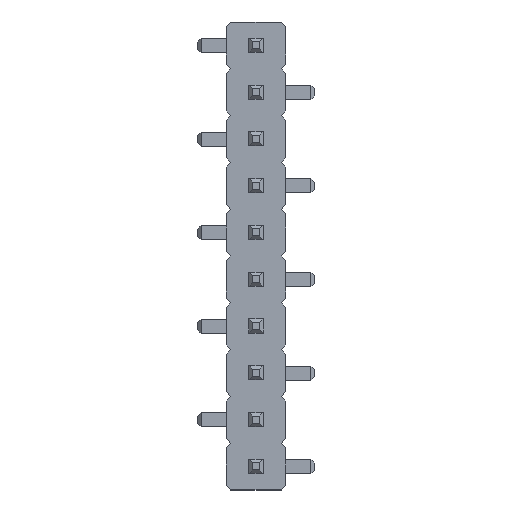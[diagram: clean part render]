
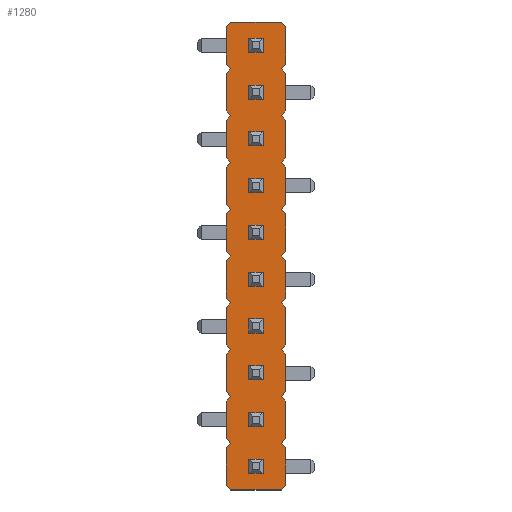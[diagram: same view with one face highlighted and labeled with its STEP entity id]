
A CAD part, top view. The second image highlights one B-rep face of the part: STEP entity #1280.
In plain terms, the highlighted planar face has unit normal (0, 0, 1).
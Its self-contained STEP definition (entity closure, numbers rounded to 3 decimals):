
#13=DIRECTION('',(0.,0.,1.));
#24=VERTEX_POINT('',#25);
#25=CARTESIAN_POINT('',(-0.535,5.,2.));
#28=ORIENTED_EDGE('',*,*,#29,.T.);
#29=EDGE_CURVE('',#24,#30,#32,.T.);
#30=VERTEX_POINT('',#31);
#31=CARTESIAN_POINT('',(-0.635,4.9,2.));
#32=LINE('',#25,#33);
#33=VECTOR('',#34,1.);
#34=DIRECTION('',(-0.707,-0.707,0.));
#45=DIRECTION('',(0.707,-0.707,0.));
#50=ORIENTED_EDGE('',*,*,#51,.T.);
#51=EDGE_CURVE('',#30,#52,#54,.T.);
#52=VERTEX_POINT('',#53);
#53=CARTESIAN_POINT('',(-0.635,4.1,2.));
#54=LINE('',#31,#55);
#55=VECTOR('',#56,1.);
#56=DIRECTION('',(0.,-1.,0.));
#67=DIRECTION('',(1.,0.,0.));
#72=ORIENTED_EDGE('',*,*,#73,.T.);
#73=EDGE_CURVE('',#52,#74,#76,.T.);
#74=VERTEX_POINT('',#75);
#75=CARTESIAN_POINT('',(-0.535,4.,2.));
#76=LINE('',#53,#77);
#77=VECTOR('',#45,1.);
#88=DIRECTION('',(0.707,0.707,0.));
#93=ORIENTED_EDGE('',*,*,#94,.T.);
#94=EDGE_CURVE('',#74,#95,#97,.T.);
#95=VERTEX_POINT('',#96);
#96=CARTESIAN_POINT('',(-0.635,3.9,2.));
#97=LINE('',#75,#33);
#112=ORIENTED_EDGE('',*,*,#113,.T.);
#113=EDGE_CURVE('',#95,#114,#116,.T.);
#114=VERTEX_POINT('',#115);
#115=CARTESIAN_POINT('',(-0.635,3.1,2.));
#116=LINE('',#96,#55);
#131=ORIENTED_EDGE('',*,*,#132,.T.);
#132=EDGE_CURVE('',#114,#133,#135,.T.);
#133=VERTEX_POINT('',#134);
#134=CARTESIAN_POINT('',(-0.535,3.,2.));
#135=LINE('',#115,#77);
#150=ORIENTED_EDGE('',*,*,#151,.T.);
#151=EDGE_CURVE('',#133,#152,#154,.T.);
#152=VERTEX_POINT('',#153);
#153=CARTESIAN_POINT('',(-0.635,2.9,2.));
#154=LINE('',#134,#33);
#169=ORIENTED_EDGE('',*,*,#170,.T.);
#170=EDGE_CURVE('',#152,#171,#173,.T.);
#171=VERTEX_POINT('',#172);
#172=CARTESIAN_POINT('',(-0.635,2.1,2.));
#173=LINE('',#153,#55);
#188=ORIENTED_EDGE('',*,*,#189,.T.);
#189=EDGE_CURVE('',#171,#190,#192,.T.);
#190=VERTEX_POINT('',#191);
#191=CARTESIAN_POINT('',(-0.535,2.,2.));
#192=LINE('',#172,#77);
#207=ORIENTED_EDGE('',*,*,#208,.T.);
#208=EDGE_CURVE('',#190,#209,#211,.T.);
#209=VERTEX_POINT('',#210);
#210=CARTESIAN_POINT('',(-0.635,1.9,2.));
#211=LINE('',#191,#33);
#226=ORIENTED_EDGE('',*,*,#227,.T.);
#227=EDGE_CURVE('',#209,#228,#230,.T.);
#228=VERTEX_POINT('',#229);
#229=CARTESIAN_POINT('',(-0.635,1.1,2.));
#230=LINE('',#210,#55);
#245=ORIENTED_EDGE('',*,*,#246,.T.);
#246=EDGE_CURVE('',#228,#247,#249,.T.);
#247=VERTEX_POINT('',#248);
#248=CARTESIAN_POINT('',(-0.535,1.,2.));
#249=LINE('',#229,#77);
#264=ORIENTED_EDGE('',*,*,#265,.T.);
#265=EDGE_CURVE('',#247,#266,#268,.T.);
#266=VERTEX_POINT('',#267);
#267=CARTESIAN_POINT('',(-0.635,0.9,2.));
#268=LINE('',#248,#33);
#283=ORIENTED_EDGE('',*,*,#284,.T.);
#284=EDGE_CURVE('',#266,#285,#287,.T.);
#285=VERTEX_POINT('',#286);
#286=CARTESIAN_POINT('',(-0.635,0.1,2.));
#287=LINE('',#267,#55);
#302=ORIENTED_EDGE('',*,*,#303,.T.);
#303=EDGE_CURVE('',#285,#304,#306,.T.);
#304=VERTEX_POINT('',#305);
#305=CARTESIAN_POINT('',(-0.535,0.,2.));
#306=LINE('',#286,#77);
#321=ORIENTED_EDGE('',*,*,#322,.T.);
#322=EDGE_CURVE('',#304,#323,#325,.T.);
#323=VERTEX_POINT('',#324);
#324=CARTESIAN_POINT('',(-0.635,-0.1,2.));
#325=LINE('',#305,#33);
#340=ORIENTED_EDGE('',*,*,#341,.T.);
#341=EDGE_CURVE('',#323,#342,#344,.T.);
#342=VERTEX_POINT('',#343);
#343=CARTESIAN_POINT('',(-0.635,-0.9,2.));
#344=LINE('',#324,#55);
#359=ORIENTED_EDGE('',*,*,#360,.T.);
#360=EDGE_CURVE('',#342,#361,#363,.T.);
#361=VERTEX_POINT('',#362);
#362=CARTESIAN_POINT('',(-0.535,-1.,2.));
#363=LINE('',#343,#77);
#378=ORIENTED_EDGE('',*,*,#379,.T.);
#379=EDGE_CURVE('',#361,#380,#382,.T.);
#380=VERTEX_POINT('',#381);
#381=CARTESIAN_POINT('',(-0.635,-1.1,2.));
#382=LINE('',#362,#33);
#397=ORIENTED_EDGE('',*,*,#398,.T.);
#398=EDGE_CURVE('',#380,#399,#401,.T.);
#399=VERTEX_POINT('',#400);
#400=CARTESIAN_POINT('',(-0.635,-1.9,2.));
#401=LINE('',#381,#55);
#416=ORIENTED_EDGE('',*,*,#417,.T.);
#417=EDGE_CURVE('',#399,#418,#420,.T.);
#418=VERTEX_POINT('',#419);
#419=CARTESIAN_POINT('',(-0.535,-2.,2.));
#420=LINE('',#400,#77);
#435=ORIENTED_EDGE('',*,*,#436,.T.);
#436=EDGE_CURVE('',#418,#437,#439,.T.);
#437=VERTEX_POINT('',#438);
#438=CARTESIAN_POINT('',(-0.635,-2.1,2.));
#439=LINE('',#419,#33);
#454=ORIENTED_EDGE('',*,*,#455,.T.);
#455=EDGE_CURVE('',#437,#456,#458,.T.);
#456=VERTEX_POINT('',#457);
#457=CARTESIAN_POINT('',(-0.635,-2.9,2.));
#458=LINE('',#438,#55);
#473=ORIENTED_EDGE('',*,*,#474,.T.);
#474=EDGE_CURVE('',#456,#475,#477,.T.);
#475=VERTEX_POINT('',#476);
#476=CARTESIAN_POINT('',(-0.535,-3.,2.));
#477=LINE('',#457,#77);
#492=ORIENTED_EDGE('',*,*,#493,.T.);
#493=EDGE_CURVE('',#475,#494,#496,.T.);
#494=VERTEX_POINT('',#495);
#495=CARTESIAN_POINT('',(-0.635,-3.1,2.));
#496=LINE('',#476,#33);
#511=ORIENTED_EDGE('',*,*,#512,.T.);
#512=EDGE_CURVE('',#494,#513,#515,.T.);
#513=VERTEX_POINT('',#514);
#514=CARTESIAN_POINT('',(-0.635,-3.9,2.));
#515=LINE('',#495,#55);
#530=ORIENTED_EDGE('',*,*,#531,.T.);
#531=EDGE_CURVE('',#513,#532,#534,.T.);
#532=VERTEX_POINT('',#533);
#533=CARTESIAN_POINT('',(-0.535,-4.,2.));
#534=LINE('',#514,#77);
#549=ORIENTED_EDGE('',*,*,#550,.T.);
#550=EDGE_CURVE('',#532,#551,#553,.T.);
#551=VERTEX_POINT('',#552);
#552=CARTESIAN_POINT('',(-0.635,-4.1,2.));
#553=LINE('',#533,#33);
#568=ORIENTED_EDGE('',*,*,#569,.T.);
#569=EDGE_CURVE('',#551,#570,#572,.T.);
#570=VERTEX_POINT('',#571);
#571=CARTESIAN_POINT('',(-0.635,-4.9,2.));
#572=LINE('',#552,#55);
#587=ORIENTED_EDGE('',*,*,#588,.T.);
#588=EDGE_CURVE('',#570,#589,#591,.T.);
#589=VERTEX_POINT('',#590);
#590=CARTESIAN_POINT('',(-0.535,-5.,2.));
#591=LINE('',#571,#77);
#606=ORIENTED_EDGE('',*,*,#607,.T.);
#607=EDGE_CURVE('',#589,#608,#610,.T.);
#608=VERTEX_POINT('',#609);
#609=CARTESIAN_POINT('',(0.535,-5.,2.));
#610=LINE('',#590,#611);
#611=VECTOR('',#67,1.);
#622=DIRECTION('',(0.,1.,0.));
#627=ORIENTED_EDGE('',*,*,#628,.T.);
#628=EDGE_CURVE('',#608,#629,#631,.T.);
#629=VERTEX_POINT('',#630);
#630=CARTESIAN_POINT('',(0.635,-4.9,2.));
#631=LINE('',#609,#632);
#632=VECTOR('',#88,1.);
#643=DIRECTION('',(-0.707,0.707,0.));
#648=ORIENTED_EDGE('',*,*,#649,.T.);
#649=EDGE_CURVE('',#629,#650,#652,.T.);
#650=VERTEX_POINT('',#651);
#651=CARTESIAN_POINT('',(0.635,-4.1,2.));
#652=LINE('',#630,#653);
#653=VECTOR('',#622,1.);
#664=DIRECTION('',(-1.,0.,0.));
#669=ORIENTED_EDGE('',*,*,#670,.T.);
#670=EDGE_CURVE('',#650,#671,#673,.T.);
#671=VERTEX_POINT('',#672);
#672=CARTESIAN_POINT('',(0.535,-4.,2.));
#673=LINE('',#651,#674);
#674=VECTOR('',#643,1.);
#689=ORIENTED_EDGE('',*,*,#690,.T.);
#690=EDGE_CURVE('',#671,#691,#693,.T.);
#691=VERTEX_POINT('',#692);
#692=CARTESIAN_POINT('',(0.635,-3.9,2.));
#693=LINE('',#672,#632);
#708=ORIENTED_EDGE('',*,*,#709,.T.);
#709=EDGE_CURVE('',#691,#710,#712,.T.);
#710=VERTEX_POINT('',#711);
#711=CARTESIAN_POINT('',(0.635,-3.1,2.));
#712=LINE('',#692,#653);
#727=ORIENTED_EDGE('',*,*,#728,.T.);
#728=EDGE_CURVE('',#710,#729,#731,.T.);
#729=VERTEX_POINT('',#730);
#730=CARTESIAN_POINT('',(0.535,-3.,2.));
#731=LINE('',#711,#674);
#746=ORIENTED_EDGE('',*,*,#747,.T.);
#747=EDGE_CURVE('',#729,#748,#750,.T.);
#748=VERTEX_POINT('',#749);
#749=CARTESIAN_POINT('',(0.635,-2.9,2.));
#750=LINE('',#730,#632);
#765=ORIENTED_EDGE('',*,*,#766,.T.);
#766=EDGE_CURVE('',#748,#767,#769,.T.);
#767=VERTEX_POINT('',#768);
#768=CARTESIAN_POINT('',(0.635,-2.1,2.));
#769=LINE('',#749,#653);
#784=ORIENTED_EDGE('',*,*,#785,.T.);
#785=EDGE_CURVE('',#767,#786,#788,.T.);
#786=VERTEX_POINT('',#787);
#787=CARTESIAN_POINT('',(0.535,-2.,2.));
#788=LINE('',#768,#674);
#803=ORIENTED_EDGE('',*,*,#804,.T.);
#804=EDGE_CURVE('',#786,#805,#807,.T.);
#805=VERTEX_POINT('',#806);
#806=CARTESIAN_POINT('',(0.635,-1.9,2.));
#807=LINE('',#787,#632);
#822=ORIENTED_EDGE('',*,*,#823,.T.);
#823=EDGE_CURVE('',#805,#824,#826,.T.);
#824=VERTEX_POINT('',#825);
#825=CARTESIAN_POINT('',(0.635,-1.1,2.));
#826=LINE('',#806,#653);
#841=ORIENTED_EDGE('',*,*,#842,.T.);
#842=EDGE_CURVE('',#824,#843,#845,.T.);
#843=VERTEX_POINT('',#844);
#844=CARTESIAN_POINT('',(0.535,-1.,2.));
#845=LINE('',#825,#674);
#860=ORIENTED_EDGE('',*,*,#861,.T.);
#861=EDGE_CURVE('',#843,#862,#864,.T.);
#862=VERTEX_POINT('',#863);
#863=CARTESIAN_POINT('',(0.635,-0.9,2.));
#864=LINE('',#844,#632);
#879=ORIENTED_EDGE('',*,*,#880,.T.);
#880=EDGE_CURVE('',#862,#881,#883,.T.);
#881=VERTEX_POINT('',#882);
#882=CARTESIAN_POINT('',(0.635,-0.1,2.));
#883=LINE('',#863,#653);
#898=ORIENTED_EDGE('',*,*,#899,.T.);
#899=EDGE_CURVE('',#881,#900,#902,.T.);
#900=VERTEX_POINT('',#901);
#901=CARTESIAN_POINT('',(0.535,0.,2.));
#902=LINE('',#882,#674);
#917=ORIENTED_EDGE('',*,*,#918,.T.);
#918=EDGE_CURVE('',#900,#919,#921,.T.);
#919=VERTEX_POINT('',#920);
#920=CARTESIAN_POINT('',(0.635,0.1,2.));
#921=LINE('',#901,#632);
#936=ORIENTED_EDGE('',*,*,#937,.T.);
#937=EDGE_CURVE('',#919,#938,#940,.T.);
#938=VERTEX_POINT('',#939);
#939=CARTESIAN_POINT('',(0.635,0.9,2.));
#940=LINE('',#920,#653);
#955=ORIENTED_EDGE('',*,*,#956,.T.);
#956=EDGE_CURVE('',#938,#957,#959,.T.);
#957=VERTEX_POINT('',#958);
#958=CARTESIAN_POINT('',(0.535,1.,2.));
#959=LINE('',#939,#674);
#974=ORIENTED_EDGE('',*,*,#975,.T.);
#975=EDGE_CURVE('',#957,#976,#978,.T.);
#976=VERTEX_POINT('',#977);
#977=CARTESIAN_POINT('',(0.635,1.1,2.));
#978=LINE('',#958,#632);
#993=ORIENTED_EDGE('',*,*,#994,.T.);
#994=EDGE_CURVE('',#976,#995,#997,.T.);
#995=VERTEX_POINT('',#996);
#996=CARTESIAN_POINT('',(0.635,1.9,2.));
#997=LINE('',#977,#653);
#1012=ORIENTED_EDGE('',*,*,#1013,.T.);
#1013=EDGE_CURVE('',#995,#1014,#1016,.T.);
#1014=VERTEX_POINT('',#1015);
#1015=CARTESIAN_POINT('',(0.535,2.,2.));
#1016=LINE('',#996,#674);
#1031=ORIENTED_EDGE('',*,*,#1032,.T.);
#1032=EDGE_CURVE('',#1014,#1033,#1035,.T.);
#1033=VERTEX_POINT('',#1034);
#1034=CARTESIAN_POINT('',(0.635,2.1,2.));
#1035=LINE('',#1015,#632);
#1050=ORIENTED_EDGE('',*,*,#1051,.T.);
#1051=EDGE_CURVE('',#1033,#1052,#1054,.T.);
#1052=VERTEX_POINT('',#1053);
#1053=CARTESIAN_POINT('',(0.635,2.9,2.));
#1054=LINE('',#1034,#653);
#1069=ORIENTED_EDGE('',*,*,#1070,.T.);
#1070=EDGE_CURVE('',#1052,#1071,#1073,.T.);
#1071=VERTEX_POINT('',#1072);
#1072=CARTESIAN_POINT('',(0.535,3.,2.));
#1073=LINE('',#1053,#674);
#1088=ORIENTED_EDGE('',*,*,#1089,.T.);
#1089=EDGE_CURVE('',#1071,#1090,#1092,.T.);
#1090=VERTEX_POINT('',#1091);
#1091=CARTESIAN_POINT('',(0.635,3.1,2.));
#1092=LINE('',#1072,#632);
#1107=ORIENTED_EDGE('',*,*,#1108,.T.);
#1108=EDGE_CURVE('',#1090,#1109,#1111,.T.);
#1109=VERTEX_POINT('',#1110);
#1110=CARTESIAN_POINT('',(0.635,3.9,2.));
#1111=LINE('',#1091,#653);
#1126=ORIENTED_EDGE('',*,*,#1127,.T.);
#1127=EDGE_CURVE('',#1109,#1128,#1130,.T.);
#1128=VERTEX_POINT('',#1129);
#1129=CARTESIAN_POINT('',(0.535,4.,2.));
#1130=LINE('',#1110,#674);
#1145=ORIENTED_EDGE('',*,*,#1146,.T.);
#1146=EDGE_CURVE('',#1128,#1147,#1149,.T.);
#1147=VERTEX_POINT('',#1148);
#1148=CARTESIAN_POINT('',(0.635,4.1,2.));
#1149=LINE('',#1129,#632);
#1164=ORIENTED_EDGE('',*,*,#1165,.T.);
#1165=EDGE_CURVE('',#1147,#1166,#1168,.T.);
#1166=VERTEX_POINT('',#1167);
#1167=CARTESIAN_POINT('',(0.635,4.9,2.));
#1168=LINE('',#1148,#653);
#1183=ORIENTED_EDGE('',*,*,#1184,.T.);
#1184=EDGE_CURVE('',#1166,#1185,#1187,.T.);
#1185=VERTEX_POINT('',#1186);
#1186=CARTESIAN_POINT('',(0.535,5.,2.));
#1187=LINE('',#1167,#674);
#1202=ORIENTED_EDGE('',*,*,#1203,.T.);
#1203=EDGE_CURVE('',#1185,#24,#1204,.T.);
#1204=LINE('',#1186,#1205);
#1205=VECTOR('',#664,1.);
#1280=ADVANCED_FACE('',(#1281),#1283,.T.);
#1281=FACE_BOUND('',#1282,.T.);
#1282=EDGE_LOOP('',(#28,#50,#72,#93,#112,#131,#150,#169,#188,#207,#226,#245,#264,#283,#302,#321,#340,#359,#378,#397,#416,#435,#454,#473,#492,#511,#530,#549,#568,#587,#606,#627,#648,#669,#689,#708,#727,#746,#765,#784,#803,#822,#841,#860,#879,#898,#917,#936,#955,#974,#993,#1012,#1031,#1050,#1069,#1088,#1107,#1126,#1145,#1164,#1183,#1202));
#1283=PLANE('',#1284);
#1284=AXIS2_PLACEMENT_3D('',#1285,#13,#67);
#1285=CARTESIAN_POINT('',(0.,0.,2.));
